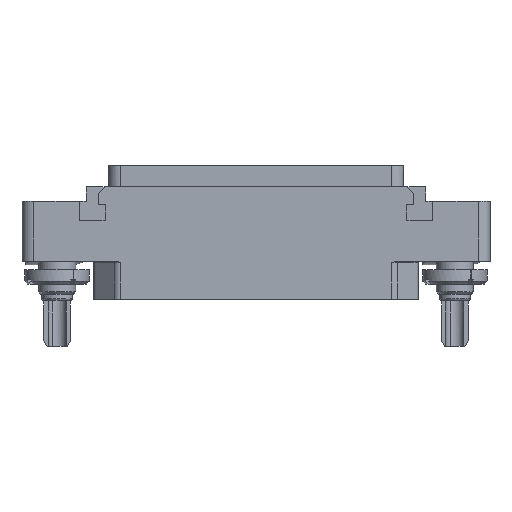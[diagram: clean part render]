
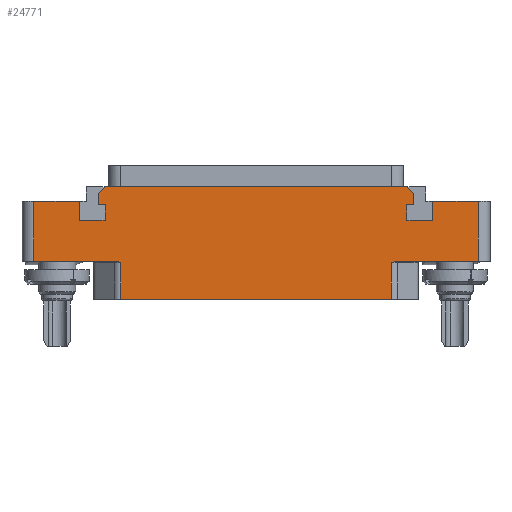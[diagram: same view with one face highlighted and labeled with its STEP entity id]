
A CAD part, top view. The second image highlights one B-rep face of the part: STEP entity #24771.
In plain terms, the highlighted planar face has unit normal (0, 0, 1).
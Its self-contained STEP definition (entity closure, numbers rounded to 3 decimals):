
#709=DIRECTION('',(1.,0.,0.));
#710=VECTOR('',#709,14.082);
#711=CARTESIAN_POINT('',(23.918,0.,7.));
#712=LINE('',#711,#710);
#826=DIRECTION('',(0.,1.,0.));
#827=VECTOR('',#826,10.25);
#828=CARTESIAN_POINT('',(38.,0.,7.));
#829=LINE('',#828,#827);
#844=DIRECTION('',(1.,0.,0.));
#845=VECTOR('',#844,7.8);
#846=CARTESIAN_POINT('',(-38.,10.25,7.));
#847=LINE('',#846,#845);
#848=DIRECTION('',(0.,-1.,0.));
#849=VECTOR('',#848,3.2);
#850=CARTESIAN_POINT('',(-30.2,10.25,7.));
#851=LINE('',#850,#849);
#852=DIRECTION('',(1.,0.,0.));
#853=VECTOR('',#852,4.4);
#854=CARTESIAN_POINT('',(-30.2,7.05,7.));
#855=LINE('',#854,#853);
#856=DIRECTION('',(0.,1.,0.));
#857=VECTOR('',#856,2.6);
#858=CARTESIAN_POINT('',(-25.8,7.05,7.));
#859=LINE('',#858,#857);
#860=DIRECTION('',(-1.,0.,0.));
#861=VECTOR('',#860,1.2);
#862=CARTESIAN_POINT('',(-25.8,9.65,7.));
#863=LINE('',#862,#861);
#864=DIRECTION('',(0.,-1.,0.));
#865=VECTOR('',#864,1.9);
#866=CARTESIAN_POINT('',(-27.,11.55,7.));
#867=LINE('',#866,#865);
#868=DIRECTION('',(1.,0.,0.));
#869=VECTOR('',#868,51.6);
#870=CARTESIAN_POINT('',(-25.8,12.75,7.));
#871=LINE('',#870,#869);
#872=DIRECTION('',(0.,-1.,0.));
#873=VECTOR('',#872,1.9);
#874=CARTESIAN_POINT('',(27.,11.55,7.));
#875=LINE('',#874,#873);
#876=DIRECTION('',(-1.,0.,0.));
#877=VECTOR('',#876,1.2);
#878=CARTESIAN_POINT('',(27.,9.65,7.));
#879=LINE('',#878,#877);
#880=DIRECTION('',(0.,-1.,0.));
#881=VECTOR('',#880,2.6);
#882=CARTESIAN_POINT('',(25.8,9.65,7.));
#883=LINE('',#882,#881);
#884=DIRECTION('',(1.,0.,0.));
#885=VECTOR('',#884,4.4);
#886=CARTESIAN_POINT('',(25.8,7.05,7.));
#887=LINE('',#886,#885);
#888=DIRECTION('',(0.,1.,0.));
#889=VECTOR('',#888,3.2);
#890=CARTESIAN_POINT('',(30.2,7.05,7.));
#891=LINE('',#890,#889);
#892=DIRECTION('',(1.,0.,0.));
#893=VECTOR('',#892,7.8);
#894=CARTESIAN_POINT('',(30.2,10.25,7.));
#895=LINE('',#894,#893);
#901=CARTESIAN_POINT('',(23.118,-0.2,7.));
#902=CARTESIAN_POINT('',(23.14,-0.192,7.));
#903=CARTESIAN_POINT('',(23.184,-0.176,7.));
#904=CARTESIAN_POINT('',(23.251,-0.152,7.));
#905=CARTESIAN_POINT('',(23.318,-0.128,7.));
#906=CARTESIAN_POINT('',(23.385,-0.106,7.));
#907=CARTESIAN_POINT('',(23.451,-0.085,7.));
#908=CARTESIAN_POINT('',(23.515,-0.066,7.));
#909=CARTESIAN_POINT('',(23.577,-0.049,7.));
#910=CARTESIAN_POINT('',(23.636,-0.035,7.));
#911=CARTESIAN_POINT('',(23.688,-0.024,7.));
#912=CARTESIAN_POINT('',(23.734,-0.016,7.));
#913=CARTESIAN_POINT('',(23.776,-0.01,7.));
#914=CARTESIAN_POINT('',(23.814,-0.005,7.));
#915=CARTESIAN_POINT('',(23.85,-0.002,7.));
#916=CARTESIAN_POINT('',(23.884,0.,7.));
#917=CARTESIAN_POINT('',(23.907,0.,7.));
#918=CARTESIAN_POINT('',(23.918,0.,7.));
#934=DIRECTION('',(0.,1.,0.));
#935=VECTOR('',#934,6.3);
#936=CARTESIAN_POINT('',(23.118,-6.5,7.));
#937=LINE('',#936,#935);
#1185=DIRECTION('',(0.707,-0.707,0.));
#1186=VECTOR('',#1185,1.697);
#1187=CARTESIAN_POINT('',(25.8,12.75,7.));
#1188=LINE('',#1187,#1186);
#1331=DIRECTION('',(-0.707,-0.707,0.));
#1332=VECTOR('',#1331,1.697);
#1333=CARTESIAN_POINT('',(-25.8,12.75,7.));
#1334=LINE('',#1333,#1332);
#1403=DIRECTION('',(0.,-1.,0.));
#1404=VECTOR('',#1403,10.25);
#1405=CARTESIAN_POINT('',(-38.,10.25,7.));
#1406=LINE('',#1405,#1404);
#1434=DIRECTION('',(1.,0.,0.));
#1435=VECTOR('',#1434,14.082);
#1436=CARTESIAN_POINT('',(-38.,0.,7.));
#1437=LINE('',#1436,#1435);
#4098=CARTESIAN_POINT('',(-23.918,0.,7.));
#4099=CARTESIAN_POINT('',(-23.907,0.,7.));
#4100=CARTESIAN_POINT('',(-23.884,0.,7.));
#4101=CARTESIAN_POINT('',(-23.85,-0.002,7.));
#4102=CARTESIAN_POINT('',(-23.814,-0.005,7.));
#4103=CARTESIAN_POINT('',(-23.776,-0.01,7.));
#4104=CARTESIAN_POINT('',(-23.734,-0.016,7.));
#4105=CARTESIAN_POINT('',(-23.688,-0.024,7.));
#4106=CARTESIAN_POINT('',(-23.636,-0.035,7.));
#4107=CARTESIAN_POINT('',(-23.577,-0.049,7.));
#4108=CARTESIAN_POINT('',(-23.515,-0.066,7.));
#4109=CARTESIAN_POINT('',(-23.451,-0.085,7.));
#4110=CARTESIAN_POINT('',(-23.385,-0.106,7.));
#4111=CARTESIAN_POINT('',(-23.318,-0.128,7.));
#4112=CARTESIAN_POINT('',(-23.251,-0.152,7.));
#4113=CARTESIAN_POINT('',(-23.184,-0.176,7.));
#4114=CARTESIAN_POINT('',(-23.14,-0.192,7.));
#4115=CARTESIAN_POINT('',(-23.118,-0.2,7.));
#4117=DIRECTION('',(0.,1.,0.));
#4118=VECTOR('',#4117,6.3);
#4119=CARTESIAN_POINT('',(-23.118,-6.5,7.));
#4120=LINE('',#4119,#4118);
#4142=DIRECTION('',(-1.,0.,0.));
#4143=VECTOR('',#4142,46.236);
#4144=CARTESIAN_POINT('',(23.118,-6.5,7.));
#4145=LINE('',#4144,#4143);
#19502=CARTESIAN_POINT('',(-30.2,10.25,7.));
#19503=CARTESIAN_POINT('',(-30.2,7.05,7.));
#19504=VERTEX_POINT('',#19502);
#19505=VERTEX_POINT('',#19503);
#19506=CARTESIAN_POINT('',(-25.8,7.05,7.));
#19507=VERTEX_POINT('',#19506);
#19508=CARTESIAN_POINT('',(-25.8,9.65,7.));
#19509=VERTEX_POINT('',#19508);
#19510=CARTESIAN_POINT('',(-27.,9.65,7.));
#19511=VERTEX_POINT('',#19510);
#19512=CARTESIAN_POINT('',(27.,9.65,7.));
#19513=CARTESIAN_POINT('',(25.8,9.65,7.));
#19514=VERTEX_POINT('',#19512);
#19515=VERTEX_POINT('',#19513);
#19516=CARTESIAN_POINT('',(25.8,7.05,7.));
#19517=VERTEX_POINT('',#19516);
#19518=CARTESIAN_POINT('',(30.2,7.05,7.));
#19519=VERTEX_POINT('',#19518);
#19520=CARTESIAN_POINT('',(30.2,10.25,7.));
#19521=VERTEX_POINT('',#19520);
#19526=CARTESIAN_POINT('',(-25.8,12.75,7.));
#19528=VERTEX_POINT('',#19526);
#19530=CARTESIAN_POINT('',(-27.,11.55,7.));
#19532=VERTEX_POINT('',#19530);
#19534=CARTESIAN_POINT('',(25.8,12.75,7.));
#19536=VERTEX_POINT('',#19534);
#19538=CARTESIAN_POINT('',(27.,11.55,7.));
#19540=VERTEX_POINT('',#19538);
#19630=CARTESIAN_POINT('',(38.,0.,7.));
#19631=CARTESIAN_POINT('',(38.,10.25,7.));
#19632=VERTEX_POINT('',#19630);
#19633=VERTEX_POINT('',#19631);
#19638=CARTESIAN_POINT('',(-38.,10.25,7.));
#19639=CARTESIAN_POINT('',(-38.,0.,7.));
#19640=VERTEX_POINT('',#19638);
#19641=VERTEX_POINT('',#19639);
#19843=CARTESIAN_POINT('',(23.118,-6.5,7.));
#19845=VERTEX_POINT('',#19843);
#19846=CARTESIAN_POINT('',(-23.118,-6.5,7.));
#19848=VERTEX_POINT('',#19846);
#19910=CARTESIAN_POINT('',(-23.118,-0.2,7.));
#19911=VERTEX_POINT('',#19910);
#19912=CARTESIAN_POINT('',(-23.918,0.,7.));
#19913=VERTEX_POINT('',#19912);
#19914=CARTESIAN_POINT('',(23.118,-0.2,7.));
#19916=VERTEX_POINT('',#19914);
#19918=CARTESIAN_POINT('',(23.918,0.,7.));
#19920=VERTEX_POINT('',#19918);
#24718=CARTESIAN_POINT('',(0.,0.,7.));
#24719=DIRECTION('',(0.,0.,-1.));
#24720=DIRECTION('',(-1.,0.,0.));
#24721=AXIS2_PLACEMENT_3D('',#24718,#24719,#24720);
#24722=PLANE('',#24721);
#24723=ORIENTED_EDGE('',*,*,#24598,.F.);
#24725=ORIENTED_EDGE('',*,*,#24724,.F.);
#24727=ORIENTED_EDGE('',*,*,#24726,.F.);
#24729=ORIENTED_EDGE('',*,*,#24728,.T.);
#24731=ORIENTED_EDGE('',*,*,#24730,.T.);
#24733=ORIENTED_EDGE('',*,*,#24732,.F.);
#24735=ORIENTED_EDGE('',*,*,#24734,.F.);
#24737=ORIENTED_EDGE('',*,*,#24736,.F.);
#24739=ORIENTED_EDGE('',*,*,#24738,.T.);
#24741=ORIENTED_EDGE('',*,*,#24740,.T.);
#24743=ORIENTED_EDGE('',*,*,#24742,.T.);
#24745=ORIENTED_EDGE('',*,*,#24744,.T.);
#24747=ORIENTED_EDGE('',*,*,#24746,.T.);
#24749=ORIENTED_EDGE('',*,*,#24748,.F.);
#24751=ORIENTED_EDGE('',*,*,#24750,.F.);
#24753=ORIENTED_EDGE('',*,*,#24752,.T.);
#24755=ORIENTED_EDGE('',*,*,#24754,.T.);
#24757=ORIENTED_EDGE('',*,*,#24756,.T.);
#24759=ORIENTED_EDGE('',*,*,#24758,.T.);
#24761=ORIENTED_EDGE('',*,*,#24760,.T.);
#24763=ORIENTED_EDGE('',*,*,#24762,.T.);
#24765=ORIENTED_EDGE('',*,*,#24764,.T.);
#24767=ORIENTED_EDGE('',*,*,#24766,.T.);
#24768=ORIENTED_EDGE('',*,*,#24709,.F.);
#24769=EDGE_LOOP('',(#24723,#24725,#24727,#24729,#24731,#24733,#24735,#24737,
#24739,#24741,#24743,#24745,#24747,#24749,#24751,#24753,#24755,#24757,#24759,
#24761,#24763,#24765,#24767,#24768));
#24770=FACE_OUTER_BOUND('',#24769,.F.);
#24771=ADVANCED_FACE('',(#24770),#24722,.F.);
#919=B_SPLINE_CURVE_WITH_KNOTS('',3,(#901,#902,#903,#904,#905,#906,#907,#908,
#909,#910,#911,#912,#913,#914,#915,#916,#917,#918),.UNSPECIFIED.,.F.,.F.,(4,1,1,
1,1,1,1,1,1,1,1,1,1,1,1,4),(0.,0.067,0.133,0.2,
0.267,0.333,0.4,0.467,0.533,
0.6,0.667,0.733,0.8,0.867,
0.933,1.),.UNSPECIFIED.);
#4116=B_SPLINE_CURVE_WITH_KNOTS('',3,(#4098,#4099,#4100,#4101,#4102,#4103,#4104,
#4105,#4106,#4107,#4108,#4109,#4110,#4111,#4112,#4113,#4114,#4115),
.UNSPECIFIED.,.F.,.F.,(4,1,1,1,1,1,1,1,1,1,1,1,1,1,1,4),(0.,0.067,
0.133,0.2,0.267,0.333,0.4,
0.467,0.533,0.6,0.667,0.733,
0.8,0.867,0.933,1.),.UNSPECIFIED.);
#24598=EDGE_CURVE('',#19920,#19632,#712,.T.);
#24709=EDGE_CURVE('',#19632,#19633,#829,.T.);
#24724=EDGE_CURVE('',#19916,#19920,#919,.T.);
#24726=EDGE_CURVE('',#19845,#19916,#937,.T.);
#24728=EDGE_CURVE('',#19845,#19848,#4145,.T.);
#24730=EDGE_CURVE('',#19848,#19911,#4120,.T.);
#24732=EDGE_CURVE('',#19913,#19911,#4116,.T.);
#24734=EDGE_CURVE('',#19641,#19913,#1437,.T.);
#24736=EDGE_CURVE('',#19640,#19641,#1406,.T.);
#24738=EDGE_CURVE('',#19640,#19504,#847,.T.);
#24740=EDGE_CURVE('',#19504,#19505,#851,.T.);
#24742=EDGE_CURVE('',#19505,#19507,#855,.T.);
#24744=EDGE_CURVE('',#19507,#19509,#859,.T.);
#24746=EDGE_CURVE('',#19509,#19511,#863,.T.);
#24748=EDGE_CURVE('',#19532,#19511,#867,.T.);
#24750=EDGE_CURVE('',#19528,#19532,#1334,.T.);
#24752=EDGE_CURVE('',#19528,#19536,#871,.T.);
#24754=EDGE_CURVE('',#19536,#19540,#1188,.T.);
#24756=EDGE_CURVE('',#19540,#19514,#875,.T.);
#24758=EDGE_CURVE('',#19514,#19515,#879,.T.);
#24760=EDGE_CURVE('',#19515,#19517,#883,.T.);
#24762=EDGE_CURVE('',#19517,#19519,#887,.T.);
#24764=EDGE_CURVE('',#19519,#19521,#891,.T.);
#24766=EDGE_CURVE('',#19521,#19633,#895,.T.);
